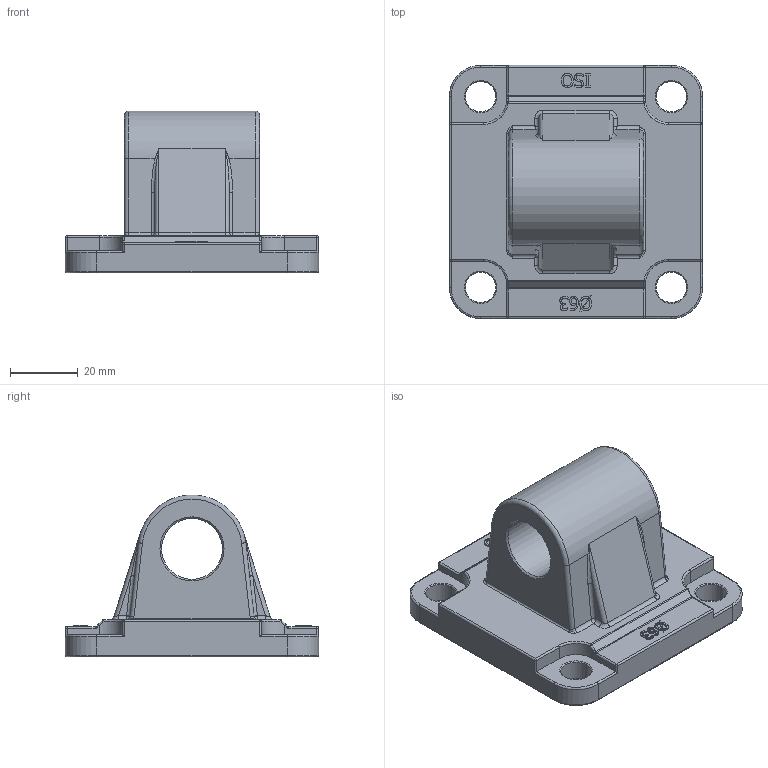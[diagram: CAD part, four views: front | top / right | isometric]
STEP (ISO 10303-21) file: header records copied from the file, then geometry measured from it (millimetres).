
FILE_DESCRIPTION((''),'2;1');
FILE_NAME('CMI063.stp','2014-12-18T16:22:47',('carlo.corazza'),(''),'Autodesk Inventor 2012','Autodesk Inventor 2012','');
FILE_SCHEMA(('AUTOMOTIVE_DESIGN { 1 0 10303 214 1 1 1 1 }'));
Length unit declared in the file: millimetre
Products named in the file (1): CMI063
Bounding box: 75 x 75 x 47.94 mm (x, y, z)
Volume: 82617 mm3; surface area: 20859.4 mm2
Topology: 1 solids, 1 shells, 311 faces, 774 edges, 463 vertices
Faces by surface type: bspline 108, cylinder 79, plane 79, torus 22, sphere 12, cone 11
Full cylindrical faces by diameter (mm): 9 x4, 18 x1, 45 x1
Entity records: 10222 total; most frequent: CARTESIAN_POINT 3518, ORIENTED_EDGE 1478, DIRECTION 1178, EDGE_CURVE 739, VERTEX_POINT 459, AXIS2_PLACEMENT_3D 419, EDGE_LOOP 350, VECTOR 340
